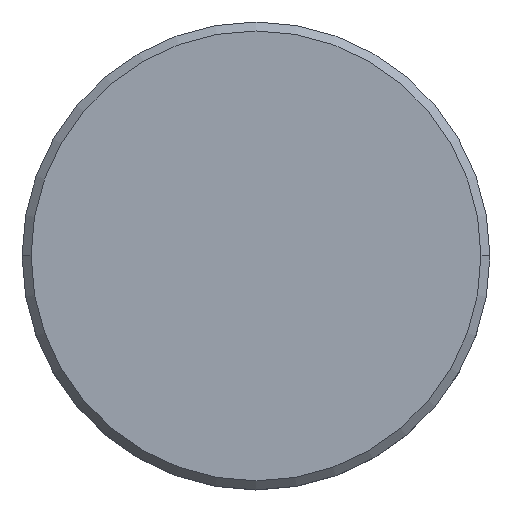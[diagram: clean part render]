
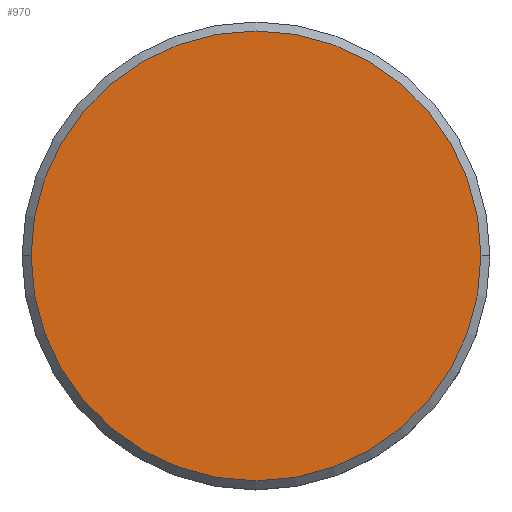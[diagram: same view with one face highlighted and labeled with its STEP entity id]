
A CAD part, top view. The second image highlights one B-rep face of the part: STEP entity #970.
In plain terms, the highlighted planar face has unit normal (0, 0, 1).
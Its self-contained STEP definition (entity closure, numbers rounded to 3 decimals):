
#5 = CIRCLE ( 'NONE', #669, 12.5 ) ;
#6 = DIRECTION ( 'NONE',  ( 1., 0., 0. ) ) ;
#48 = DIRECTION ( 'NONE',  ( 0., 0., 1. ) ) ;
#113 = CARTESIAN_POINT ( 'NONE',  ( 0., 0., 0. ) ) ;
#190 = EDGE_CURVE ( 'NONE', #431, #914, #5, .T. ) ;
#269 = AXIS2_PLACEMENT_3D ( 'NONE', #700, #48, #620 ) ;
#394 = DIRECTION ( 'NONE',  ( 1., 0., 0. ) ) ;
#426 = ORIENTED_EDGE ( 'NONE', *, *, #797, .T. ) ;
#431 = VERTEX_POINT ( 'NONE', #604 ) ;
#465 = CARTESIAN_POINT ( 'NONE',  ( 0., 0., 0. ) ) ;
#604 = CARTESIAN_POINT ( 'NONE',  ( -12.5, 0., 0. ) ) ;
#620 = DIRECTION ( 'NONE',  ( 1., 0., 0. ) ) ;
#669 = AXIS2_PLACEMENT_3D ( 'NONE', #465, #993, #6 ) ;
#685 = PLANE ( 'NONE',  #269 ) ;
#700 = CARTESIAN_POINT ( 'NONE',  ( 0., 0., 0. ) ) ;
#721 = ORIENTED_EDGE ( 'NONE', *, *, #190, .T. ) ;
#797 = EDGE_CURVE ( 'NONE', #914, #431, #961, .T. ) ;
#875 = EDGE_LOOP ( 'NONE', ( #721, #426 ) ) ;
#914 = VERTEX_POINT ( 'NONE', #937 ) ;
#937 = CARTESIAN_POINT ( 'NONE',  ( 12.5, 0., 0. ) ) ;
#961 = CIRCLE ( 'NONE', #1002, 12.5 ) ;
#968 = FACE_OUTER_BOUND ( 'NONE', #875, .T. ) ;
#970 = ADVANCED_FACE ( 'NONE', ( #968 ), #685, .T. ) ;
#993 = DIRECTION ( 'NONE',  ( 0., 0., 1. ) ) ;
#1002 = AXIS2_PLACEMENT_3D ( 'NONE', #113, #1033, #394 ) ;
#1033 = DIRECTION ( 'NONE',  ( 0., 0., 1. ) ) ;
